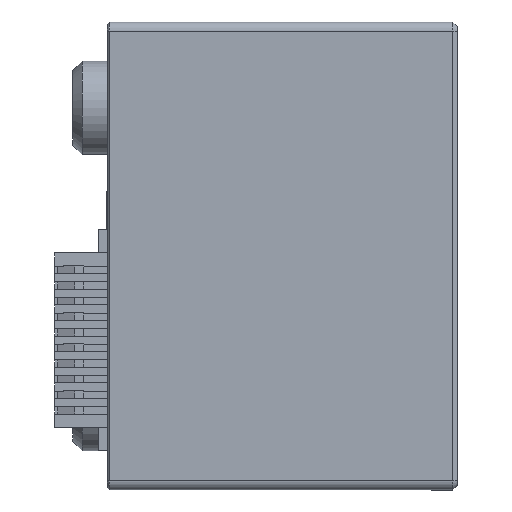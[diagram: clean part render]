
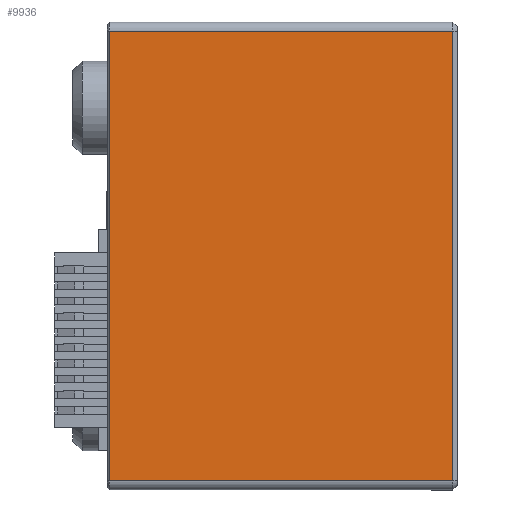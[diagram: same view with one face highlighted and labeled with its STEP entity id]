
A CAD part, front view. The second image highlights one B-rep face of the part: STEP entity #9936.
In plain terms, the highlighted face is planar.
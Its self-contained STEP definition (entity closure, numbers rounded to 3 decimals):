
#6915=FACE_OUTER_BOUND('',#21286,.T.);
#8592=PLANE('',#43987);
#9936=ADVANCED_FACE('',(#6915),#8592,.F.);
#12034=LINE('',#56823,#16582);
#12035=LINE('',#56826,#16583);
#12036=LINE('',#56828,#16584);
#12037=LINE('',#56830,#16585);
#16582=VECTOR('',#46810,1.);
#16583=VECTOR('',#46811,1.);
#16584=VECTOR('',#46812,1.);
#16585=VECTOR('',#46813,1.);
#21286=EDGE_LOOP('',(#23259,#23260,#23261,#23262));
#23259=ORIENTED_EDGE('',*,*,#37356,.T.);
#23260=ORIENTED_EDGE('',*,*,#37357,.T.);
#23261=ORIENTED_EDGE('',*,*,#37358,.T.);
#23262=ORIENTED_EDGE('',*,*,#37359,.T.);
#33022=VERTEX_POINT('',#56824);
#33023=VERTEX_POINT('',#56825);
#33024=VERTEX_POINT('',#56827);
#33025=VERTEX_POINT('',#56829);
#37356=EDGE_CURVE('',#33022,#33023,#12034,.T.);
#37357=EDGE_CURVE('',#33023,#33024,#12035,.T.);
#37358=EDGE_CURVE('',#33024,#33025,#12036,.T.);
#37359=EDGE_CURVE('',#33025,#33022,#12037,.T.);
#43987=AXIS2_PLACEMENT_3D('',#56831,#46814,#46815);
#46810=DIRECTION('',(0.,0.,-1.));
#46811=DIRECTION('',(-1.,0.,0.));
#46812=DIRECTION('',(0.,0.,1.));
#46813=DIRECTION('',(1.,0.,0.));
#46814=DIRECTION('',(0.,-1.,0.));
#46815=DIRECTION('',(0.,0.,-1.));
#56823=CARTESIAN_POINT('',(7.2,7.5,0.));
#56824=CARTESIAN_POINT('',(7.2,7.5,11.083));
#56825=CARTESIAN_POINT('',(7.2,7.5,0.075));
#56826=CARTESIAN_POINT('',(-7.2,7.5,0.075));
#56827=CARTESIAN_POINT('',(-7.2,7.5,0.075));
#56828=CARTESIAN_POINT('',(-7.2,7.5,0.));
#56829=CARTESIAN_POINT('',(-7.2,7.5,11.083));
#56830=CARTESIAN_POINT('',(-7.5,7.5,11.083));
#56831=CARTESIAN_POINT('',(-7.5,7.5,0.));
